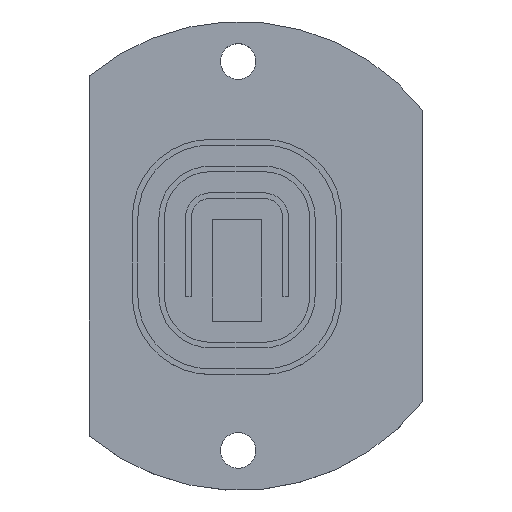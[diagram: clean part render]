
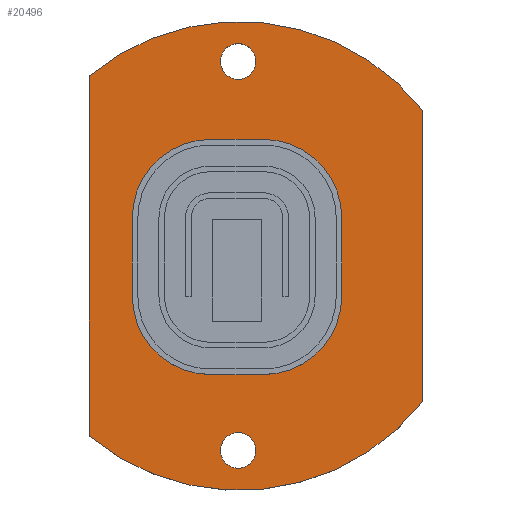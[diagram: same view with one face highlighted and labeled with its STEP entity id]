
A CAD part, top view. The second image highlights one B-rep face of the part: STEP entity #20496.
In plain terms, the highlighted planar face has unit normal (0, 0, 1).
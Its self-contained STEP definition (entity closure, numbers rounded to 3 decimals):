
#20149 = VERTEX_POINT('',#20150);
#20150 = CARTESIAN_POINT('',(114.,-84.1,1.6));
#20156 = EDGE_CURVE('',#20149,#20157,#20159,.T.);
#20157 = VERTEX_POINT('',#20158);
#20158 = CARTESIAN_POINT('',(144.015,-87.188,1.6));
#20159 = CIRCLE('',#20160,21.088);
#20160 = AXIS2_PLACEMENT_3D('',#20161,#20162,#20163);
#20161 = CARTESIAN_POINT('',(127.5,-100.3,1.6));
#20162 = DIRECTION('',(0.,0.,-1.));
#20163 = DIRECTION('',(-0.64,0.768,0.));
#20191 = VERTEX_POINT('',#20192);
#20192 = CARTESIAN_POINT('',(114.,-116.5,1.6));
#20198 = EDGE_CURVE('',#20191,#20149,#20199,.T.);
#20199 = LINE('',#20200,#20201);
#20200 = CARTESIAN_POINT('',(114.,-116.5,1.6));
#20201 = VECTOR('',#20202,1.);
#20202 = DIRECTION('',(0.,1.,0.));
#20220 = EDGE_CURVE('',#20157,#20221,#20223,.T.);
#20221 = VERTEX_POINT('',#20222);
#20222 = CARTESIAN_POINT('',(144.015,-113.412,1.6));
#20223 = LINE('',#20224,#20225);
#20224 = CARTESIAN_POINT('',(144.015,-87.188,1.6));
#20225 = VECTOR('',#20226,1.);
#20226 = DIRECTION('',(0.,-1.,0.));
#20496 = ADVANCED_FACE('',(#20497,#20509,#20520,#20531,#20542,#20553,
    #20564,#20575,#20586,#20597,#20608,#20619,#20630,#20641,#20675,
    #20686,#20697,#20708,#20719,#20730),#20741,.T.);
#20497 = FACE_BOUND('',#20498,.T.);
#20498 = EDGE_LOOP('',(#20499,#20500,#20501,#20508));
#20499 = ORIENTED_EDGE('',*,*,#20156,.F.);
#20500 = ORIENTED_EDGE('',*,*,#20198,.F.);
#20501 = ORIENTED_EDGE('',*,*,#20502,.F.);
#20502 = EDGE_CURVE('',#20221,#20191,#20503,.T.);
#20503 = CIRCLE('',#20504,21.088);
#20504 = AXIS2_PLACEMENT_3D('',#20505,#20506,#20507);
#20505 = CARTESIAN_POINT('',(127.5,-100.3,1.6));
#20506 = DIRECTION('',(-0.,0.,-1.));
#20507 = DIRECTION('',(0.783,-0.622,-0.));
#20508 = ORIENTED_EDGE('',*,*,#20220,.F.);
#20509 = FACE_BOUND('',#20510,.T.);
#20510 = EDGE_LOOP('',(#20511));
#20511 = ORIENTED_EDGE('',*,*,#20512,.T.);
#20512 = EDGE_CURVE('',#20513,#20513,#20515,.T.);
#20513 = VERTEX_POINT('',#20514);
#20514 = CARTESIAN_POINT('',(121.95,-106.143,1.6));
#20515 = CIRCLE('',#20516,0.375);
#20516 = AXIS2_PLACEMENT_3D('',#20517,#20518,#20519);
#20517 = CARTESIAN_POINT('',(121.95,-105.768,1.6));
#20518 = DIRECTION('',(-0.,0.,-1.));
#20519 = DIRECTION('',(-0.,-1.,0.));
#20520 = FACE_BOUND('',#20521,.T.);
#20521 = EDGE_LOOP('',(#20522));
#20522 = ORIENTED_EDGE('',*,*,#20523,.T.);
#20523 = EDGE_CURVE('',#20524,#20524,#20526,.T.);
#20524 = VERTEX_POINT('',#20525);
#20525 = CARTESIAN_POINT('',(121.95,-104.363,1.6));
#20526 = CIRCLE('',#20527,0.375);
#20527 = AXIS2_PLACEMENT_3D('',#20528,#20529,#20530);
#20528 = CARTESIAN_POINT('',(121.95,-103.988,1.6));
#20529 = DIRECTION('',(-0.,0.,-1.));
#20530 = DIRECTION('',(-0.,-1.,0.));
#20531 = FACE_BOUND('',#20532,.T.);
#20532 = EDGE_LOOP('',(#20533));
#20533 = ORIENTED_EDGE('',*,*,#20534,.T.);
#20534 = EDGE_CURVE('',#20535,#20535,#20537,.T.);
#20535 = VERTEX_POINT('',#20536);
#20536 = CARTESIAN_POINT('',(121.95,-102.583,1.6));
#20537 = CIRCLE('',#20538,0.375);
#20538 = AXIS2_PLACEMENT_3D('',#20539,#20540,#20541);
#20539 = CARTESIAN_POINT('',(121.95,-102.208,1.6));
#20540 = DIRECTION('',(-0.,0.,-1.));
#20541 = DIRECTION('',(-0.,-1.,0.));
#20542 = FACE_BOUND('',#20543,.T.);
#20543 = EDGE_LOOP('',(#20544));
#20544 = ORIENTED_EDGE('',*,*,#20545,.T.);
#20545 = EDGE_CURVE('',#20546,#20546,#20548,.T.);
#20546 = VERTEX_POINT('',#20547);
#20547 = CARTESIAN_POINT('',(121.95,-100.803,1.6));
#20548 = CIRCLE('',#20549,0.375);
#20549 = AXIS2_PLACEMENT_3D('',#20550,#20551,#20552);
#20550 = CARTESIAN_POINT('',(121.95,-100.428,1.6));
#20551 = DIRECTION('',(-0.,0.,-1.));
#20552 = DIRECTION('',(-0.,-1.,0.));
#20553 = FACE_BOUND('',#20554,.T.);
#20554 = EDGE_LOOP('',(#20555));
#20555 = ORIENTED_EDGE('',*,*,#20556,.T.);
#20556 = EDGE_CURVE('',#20557,#20557,#20559,.T.);
#20557 = VERTEX_POINT('',#20558);
#20558 = CARTESIAN_POINT('',(127.4,-119.4,1.6));
#20559 = CIRCLE('',#20560,1.6);
#20560 = AXIS2_PLACEMENT_3D('',#20561,#20562,#20563);
#20561 = CARTESIAN_POINT('',(127.4,-117.8,1.6));
#20562 = DIRECTION('',(-0.,0.,-1.));
#20563 = DIRECTION('',(-0.,-1.,0.));
#20564 = FACE_BOUND('',#20565,.T.);
#20565 = EDGE_LOOP('',(#20566));
#20566 = ORIENTED_EDGE('',*,*,#20567,.T.);
#20567 = EDGE_CURVE('',#20568,#20568,#20570,.T.);
#20568 = VERTEX_POINT('',#20569);
#20569 = CARTESIAN_POINT('',(132.65,-105.253,1.6));
#20570 = CIRCLE('',#20571,0.375);
#20571 = AXIS2_PLACEMENT_3D('',#20572,#20573,#20574);
#20572 = CARTESIAN_POINT('',(132.65,-104.878,1.6));
#20573 = DIRECTION('',(-0.,0.,-1.));
#20574 = DIRECTION('',(-0.,-1.,0.));
#20575 = FACE_BOUND('',#20576,.T.);
#20576 = EDGE_LOOP('',(#20577));
#20577 = ORIENTED_EDGE('',*,*,#20578,.T.);
#20578 = EDGE_CURVE('',#20579,#20579,#20581,.T.);
#20579 = VERTEX_POINT('',#20580);
#20580 = CARTESIAN_POINT('',(132.65,-103.473,1.6));
#20581 = CIRCLE('',#20582,0.375);
#20582 = AXIS2_PLACEMENT_3D('',#20583,#20584,#20585);
#20583 = CARTESIAN_POINT('',(132.65,-103.098,1.6));
#20584 = DIRECTION('',(-0.,0.,-1.));
#20585 = DIRECTION('',(-0.,-1.,0.));
#20586 = FACE_BOUND('',#20587,.T.);
#20587 = EDGE_LOOP('',(#20588));
#20588 = ORIENTED_EDGE('',*,*,#20589,.T.);
#20589 = EDGE_CURVE('',#20590,#20590,#20592,.T.);
#20590 = VERTEX_POINT('',#20591);
#20591 = CARTESIAN_POINT('',(132.65,-101.693,1.6));
#20592 = CIRCLE('',#20593,0.375);
#20593 = AXIS2_PLACEMENT_3D('',#20594,#20595,#20596);
#20594 = CARTESIAN_POINT('',(132.65,-101.318,1.6));
#20595 = DIRECTION('',(-0.,0.,-1.));
#20596 = DIRECTION('',(-0.,-1.,0.));
#20597 = FACE_BOUND('',#20598,.T.);
#20598 = EDGE_LOOP('',(#20599));
#20599 = ORIENTED_EDGE('',*,*,#20600,.T.);
#20600 = EDGE_CURVE('',#20601,#20601,#20603,.T.);
#20601 = VERTEX_POINT('',#20602);
#20602 = CARTESIAN_POINT('',(121.95,-99.023,1.6));
#20603 = CIRCLE('',#20604,0.375);
#20604 = AXIS2_PLACEMENT_3D('',#20605,#20606,#20607);
#20605 = CARTESIAN_POINT('',(121.95,-98.648,1.6));
#20606 = DIRECTION('',(-0.,0.,-1.));
#20607 = DIRECTION('',(-0.,-1.,0.));
#20608 = FACE_BOUND('',#20609,.T.);
#20609 = EDGE_LOOP('',(#20610));
#20610 = ORIENTED_EDGE('',*,*,#20611,.T.);
#20611 = EDGE_CURVE('',#20612,#20612,#20614,.T.);
#20612 = VERTEX_POINT('',#20613);
#20613 = CARTESIAN_POINT('',(121.95,-97.243,1.6));
#20614 = CIRCLE('',#20615,0.375);
#20615 = AXIS2_PLACEMENT_3D('',#20616,#20617,#20618);
#20616 = CARTESIAN_POINT('',(121.95,-96.868,1.6));
#20617 = DIRECTION('',(-0.,0.,-1.));
#20618 = DIRECTION('',(-0.,-1.,0.));
#20619 = FACE_BOUND('',#20620,.T.);
#20620 = EDGE_LOOP('',(#20621));
#20621 = ORIENTED_EDGE('',*,*,#20622,.T.);
#20622 = EDGE_CURVE('',#20623,#20623,#20625,.T.);
#20623 = VERTEX_POINT('',#20624);
#20624 = CARTESIAN_POINT('',(121.95,-95.463,1.6));
#20625 = CIRCLE('',#20626,0.375);
#20626 = AXIS2_PLACEMENT_3D('',#20627,#20628,#20629);
#20627 = CARTESIAN_POINT('',(121.95,-95.088,1.6));
#20628 = DIRECTION('',(-0.,0.,-1.));
#20629 = DIRECTION('',(-0.,-1.,0.));
#20630 = FACE_BOUND('',#20631,.T.);
#20631 = EDGE_LOOP('',(#20632));
#20632 = ORIENTED_EDGE('',*,*,#20633,.T.);
#20633 = EDGE_CURVE('',#20634,#20634,#20636,.T.);
#20634 = VERTEX_POINT('',#20635);
#20635 = CARTESIAN_POINT('',(121.95,-93.683,1.6));
#20636 = CIRCLE('',#20637,0.375);
#20637 = AXIS2_PLACEMENT_3D('',#20638,#20639,#20640);
#20638 = CARTESIAN_POINT('',(121.95,-93.308,1.6));
#20639 = DIRECTION('',(-0.,0.,-1.));
#20640 = DIRECTION('',(-0.,-1.,0.));
#20641 = FACE_BOUND('',#20642,.T.);
#20642 = EDGE_LOOP('',(#20643,#20653,#20661,#20669));
#20643 = ORIENTED_EDGE('',*,*,#20644,.F.);
#20644 = EDGE_CURVE('',#20645,#20647,#20649,.T.);
#20645 = VERTEX_POINT('',#20646);
#20646 = CARTESIAN_POINT('',(122.95,-108.568,1.6));
#20647 = VERTEX_POINT('',#20648);
#20648 = CARTESIAN_POINT('',(131.65,-108.568,1.6));
#20649 = LINE('',#20650,#20651);
#20650 = CARTESIAN_POINT('',(122.95,-108.568,1.6));
#20651 = VECTOR('',#20652,1.);
#20652 = DIRECTION('',(1.,0.,0.));
#20653 = ORIENTED_EDGE('',*,*,#20654,.F.);
#20654 = EDGE_CURVE('',#20655,#20645,#20657,.T.);
#20655 = VERTEX_POINT('',#20656);
#20656 = CARTESIAN_POINT('',(122.95,-91.268,1.6));
#20657 = LINE('',#20658,#20659);
#20658 = CARTESIAN_POINT('',(122.95,-91.268,1.6));
#20659 = VECTOR('',#20660,1.);
#20660 = DIRECTION('',(0.,-1.,0.));
#20661 = ORIENTED_EDGE('',*,*,#20662,.F.);
#20662 = EDGE_CURVE('',#20663,#20655,#20665,.T.);
#20663 = VERTEX_POINT('',#20664);
#20664 = CARTESIAN_POINT('',(131.65,-91.268,1.6));
#20665 = LINE('',#20666,#20667);
#20666 = CARTESIAN_POINT('',(131.65,-91.268,1.6));
#20667 = VECTOR('',#20668,1.);
#20668 = DIRECTION('',(-1.,0.,0.));
#20669 = ORIENTED_EDGE('',*,*,#20670,.F.);
#20670 = EDGE_CURVE('',#20647,#20663,#20671,.T.);
#20671 = LINE('',#20672,#20673);
#20672 = CARTESIAN_POINT('',(131.65,-108.568,1.6));
#20673 = VECTOR('',#20674,1.);
#20674 = DIRECTION('',(0.,1.,0.));
#20675 = FACE_BOUND('',#20676,.T.);
#20676 = EDGE_LOOP('',(#20677));
#20677 = ORIENTED_EDGE('',*,*,#20678,.T.);
#20678 = EDGE_CURVE('',#20679,#20679,#20681,.T.);
#20679 = VERTEX_POINT('',#20680);
#20680 = CARTESIAN_POINT('',(132.65,-99.913,1.6));
#20681 = CIRCLE('',#20682,0.375);
#20682 = AXIS2_PLACEMENT_3D('',#20683,#20684,#20685);
#20683 = CARTESIAN_POINT('',(132.65,-99.538,1.6));
#20684 = DIRECTION('',(-0.,0.,-1.));
#20685 = DIRECTION('',(-0.,-1.,0.));
#20686 = FACE_BOUND('',#20687,.T.);
#20687 = EDGE_LOOP('',(#20688));
#20688 = ORIENTED_EDGE('',*,*,#20689,.T.);
#20689 = EDGE_CURVE('',#20690,#20690,#20692,.T.);
#20690 = VERTEX_POINT('',#20691);
#20691 = CARTESIAN_POINT('',(132.65,-98.133,1.6));
#20692 = CIRCLE('',#20693,0.375);
#20693 = AXIS2_PLACEMENT_3D('',#20694,#20695,#20696);
#20694 = CARTESIAN_POINT('',(132.65,-97.758,1.6));
#20695 = DIRECTION('',(-0.,0.,-1.));
#20696 = DIRECTION('',(-0.,-1.,0.));
#20697 = FACE_BOUND('',#20698,.T.);
#20698 = EDGE_LOOP('',(#20699));
#20699 = ORIENTED_EDGE('',*,*,#20700,.T.);
#20700 = EDGE_CURVE('',#20701,#20701,#20703,.T.);
#20701 = VERTEX_POINT('',#20702);
#20702 = CARTESIAN_POINT('',(132.65,-96.353,1.6));
#20703 = CIRCLE('',#20704,0.375);
#20704 = AXIS2_PLACEMENT_3D('',#20705,#20706,#20707);
#20705 = CARTESIAN_POINT('',(132.65,-95.978,1.6));
#20706 = DIRECTION('',(-0.,0.,-1.));
#20707 = DIRECTION('',(-0.,-1.,0.));
#20708 = FACE_BOUND('',#20709,.T.);
#20709 = EDGE_LOOP('',(#20710));
#20710 = ORIENTED_EDGE('',*,*,#20711,.T.);
#20711 = EDGE_CURVE('',#20712,#20712,#20714,.T.);
#20712 = VERTEX_POINT('',#20713);
#20713 = CARTESIAN_POINT('',(132.65,-94.573,1.6));
#20714 = CIRCLE('',#20715,0.375);
#20715 = AXIS2_PLACEMENT_3D('',#20716,#20717,#20718);
#20716 = CARTESIAN_POINT('',(132.65,-94.198,1.6));
#20717 = DIRECTION('',(-0.,0.,-1.));
#20718 = DIRECTION('',(-0.,-1.,0.));
#20719 = FACE_BOUND('',#20720,.T.);
#20720 = EDGE_LOOP('',(#20721));
#20721 = ORIENTED_EDGE('',*,*,#20722,.T.);
#20722 = EDGE_CURVE('',#20723,#20723,#20725,.T.);
#20723 = VERTEX_POINT('',#20724);
#20724 = CARTESIAN_POINT('',(132.65,-92.793,1.6));
#20725 = CIRCLE('',#20726,0.375);
#20726 = AXIS2_PLACEMENT_3D('',#20727,#20728,#20729);
#20727 = CARTESIAN_POINT('',(132.65,-92.418,1.6));
#20728 = DIRECTION('',(-0.,0.,-1.));
#20729 = DIRECTION('',(-0.,-1.,0.));
#20730 = FACE_BOUND('',#20731,.T.);
#20731 = EDGE_LOOP('',(#20732));
#20732 = ORIENTED_EDGE('',*,*,#20733,.T.);
#20733 = EDGE_CURVE('',#20734,#20734,#20736,.T.);
#20734 = VERTEX_POINT('',#20735);
#20735 = CARTESIAN_POINT('',(127.4,-84.4,1.6));
#20736 = CIRCLE('',#20737,1.6);
#20737 = AXIS2_PLACEMENT_3D('',#20738,#20739,#20740);
#20738 = CARTESIAN_POINT('',(127.4,-82.8,1.6));
#20739 = DIRECTION('',(-0.,0.,-1.));
#20740 = DIRECTION('',(-0.,-1.,0.));
#20741 = PLANE('',#20742);
#20742 = AXIS2_PLACEMENT_3D('',#20743,#20744,#20745);
#20743 = CARTESIAN_POINT('',(0.,0.,1.6));
#20744 = DIRECTION('',(0.,0.,1.));
#20745 = DIRECTION('',(1.,0.,-0.));
